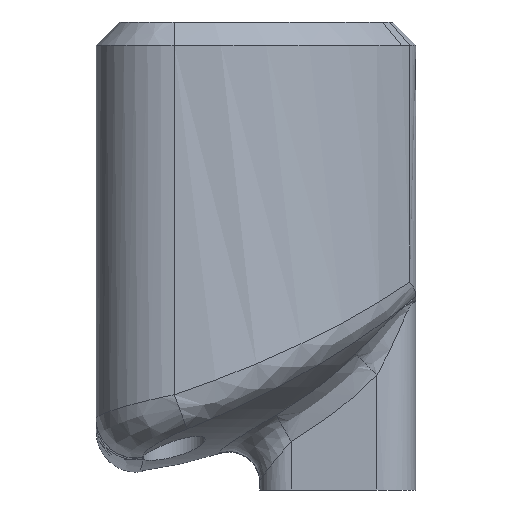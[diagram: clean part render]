
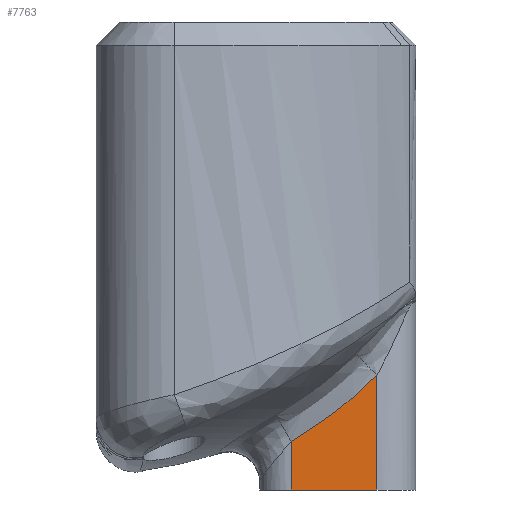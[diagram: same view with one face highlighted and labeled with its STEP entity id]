
A CAD part, front view. The second image highlights one B-rep face of the part: STEP entity #7763.
In plain terms, the highlighted planar face has unit normal (0, -1, 0).
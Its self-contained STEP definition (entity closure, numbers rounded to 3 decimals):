
#2965 = ( BOUNDED_SURFACE() B_SPLINE_SURFACE(2,13,(
    (#2966,#2967,#2968,#2969,#2970,#2971,#2972,#2973,#2974,#2975,#2976
      ,#2977,#2978,#2979)
    ,(#2980,#2981,#2982,#2983,#2984,#2985,#2986,#2987,#2988,#2989,#2990
      ,#2991,#2992,#2993)
    ,(#2994,#2995,#2996,#2997,#2998,#2999,#3000,#3001,#3002,#3003,#3004
      ,#3005,#3006,#3007
)),.UNSPECIFIED.,.F.,.F.,.F.) B_SPLINE_SURFACE_WITH_KNOTS((3,3),(14,14),
  (0.,18.333),(-3.13,15.203),
.PIECEWISE_BEZIER_KNOTS.) GEOMETRIC_REPRESENTATION_ITEM() 
RATIONAL_B_SPLINE_SURFACE((
    (1.,1.,1.,1.,1.,1.
      ,1.,1.,1.,1.
      ,1.,1.,1.,1.)
    ,(0.782,0.784,0.786,0.788
      ,0.79,0.791,0.793,0.794
      ,0.796,0.797,0.798,0.799
      ,0.8,0.801)
    ,(1.,1.,1.,1.,1.,1.
      ,1.,1.,1.,1.
,1.,1.,1.,1.))) REPRESENTATION_ITEM('') SURFACE() );
#2966 = CARTESIAN_POINT('',(39.814,-23.102,
    291.968));
#2967 = CARTESIAN_POINT('',(41.119,-23.077,
    292.526));
#2968 = CARTESIAN_POINT('',(42.421,-23.053,
    293.129));
#2969 = CARTESIAN_POINT('',(43.716,-23.03,
    293.778));
#2970 = CARTESIAN_POINT('',(45.001,-23.009,
    294.472));
#2971 = CARTESIAN_POINT('',(46.262,-22.989,
    295.207));
#2972 = CARTESIAN_POINT('',(47.507,-22.97,
    295.988));
#2973 = CARTESIAN_POINT('',(48.72,-22.952,
    296.806));
#2974 = CARTESIAN_POINT('',(49.904,-22.935,
    297.663));
#2975 = CARTESIAN_POINT('',(51.055,-22.92,
    298.556));
#2976 = CARTESIAN_POINT('',(52.169,-22.905,
    299.481));
#2977 = CARTESIAN_POINT('',(53.245,-22.892,
    300.438));
#2978 = CARTESIAN_POINT('',(54.283,-22.879,
    301.423));
#2979 = CARTESIAN_POINT('',(55.28,-22.867,
    302.435));
#2980 = CARTESIAN_POINT('',(40.088,-20.,291.307));
#2981 = CARTESIAN_POINT('',(41.414,-20.,291.858));
#2982 = CARTESIAN_POINT('',(42.739,-20.,292.456));
#2983 = CARTESIAN_POINT('',(44.058,-20.,
    293.101));
#2984 = CARTESIAN_POINT('',(45.367,-20.,293.794));
#2985 = CARTESIAN_POINT('',(46.657,-20.,
    294.532));
#2986 = CARTESIAN_POINT('',(47.925,-20.,295.313));
#2987 = CARTESIAN_POINT('',(49.168,-20.,
    296.14));
#2988 = CARTESIAN_POINT('',(50.376,-20.,297.003));
#2989 = CARTESIAN_POINT('',(51.555,-20.,
    297.906));
#2990 = CARTESIAN_POINT('',(52.695,-20.,298.842));
#2991 = CARTESIAN_POINT('',(53.797,-20.,
    299.811));
#2992 = CARTESIAN_POINT('',(54.859,-20.,300.811));
#2993 = CARTESIAN_POINT('',(55.88,-20.,301.838));
#2994 = CARTESIAN_POINT('',(41.307,-20.,288.367));
#2995 = CARTESIAN_POINT('',(42.712,-20.,288.974));
#2996 = CARTESIAN_POINT('',(44.115,-20.,289.628));
#2997 = CARTESIAN_POINT('',(45.511,-20.,290.332));
#2998 = CARTESIAN_POINT('',(46.892,-20.,
    291.083));
#2999 = CARTESIAN_POINT('',(48.265,-20.,291.888));
#3000 = CARTESIAN_POINT('',(49.588,-20.,
    292.724));
#3001 = CARTESIAN_POINT('',(50.92,-20.,293.625));
#3002 = CARTESIAN_POINT('',(52.183,-20.,
    294.546));
#3003 = CARTESIAN_POINT('',(53.435,-20.,295.52));
#3004 = CARTESIAN_POINT('',(54.636,-20.,
    296.523));
#3005 = CARTESIAN_POINT('',(55.8,-20.,297.562));
#3006 = CARTESIAN_POINT('',(56.922,-20.,298.631));
#3007 = CARTESIAN_POINT('',(58.,-20.,299.73));
#5832 = VERTEX_POINT('',#5833);
#5833 = CARTESIAN_POINT('',(47.,-20.,291.226));
#5873 = CYLINDRICAL_SURFACE('',#5874,4.);
#5874 = AXIS2_PLACEMENT_3D('',#5875,#5876,#5877);
#5875 = CARTESIAN_POINT('',(47.,-16.,292.694));
#5876 = DIRECTION('',(-0.,-0.,-1.));
#5877 = DIRECTION('',(0.,-1.,0.));
#6315 = EDGE_CURVE('',#5832,#6316,#6318,.T.);
#6316 = VERTEX_POINT('',#6317);
#6317 = CARTESIAN_POINT('',(58.,-20.,299.73));
#6318 = SURFACE_CURVE('',#6319,(#6334,#6341),.PCURVE_S1.);
#6319 = ( BOUNDED_CURVE() B_SPLINE_CURVE(13,(#6320,#6321,#6322,#6323,
    #6324,#6325,#6326,#6327,#6328,#6329,#6330,#6331,#6332,#6333),
.UNSPECIFIED.,.F.,.F.) B_SPLINE_CURVE_WITH_KNOTS((14,14),(
-3.13,15.203),.PIECEWISE_BEZIER_KNOTS.) CURVE() 
GEOMETRIC_REPRESENTATION_ITEM() RATIONAL_B_SPLINE_CURVE((1.,1.,
    1.,1.,1.,1.,
    1.,1.,1.,1.,
1.,1.,1.,1.)) REPRESENTATION_ITEM('') );
#6320 = CARTESIAN_POINT('',(41.307,-20.,288.367));
#6321 = CARTESIAN_POINT('',(42.712,-20.,288.974));
#6322 = CARTESIAN_POINT('',(44.115,-20.,289.628));
#6323 = CARTESIAN_POINT('',(45.511,-20.,290.332));
#6324 = CARTESIAN_POINT('',(46.892,-20.,
    291.083));
#6325 = CARTESIAN_POINT('',(48.265,-20.,291.888));
#6326 = CARTESIAN_POINT('',(49.588,-20.,
    292.724));
#6327 = CARTESIAN_POINT('',(50.92,-20.,293.625));
#6328 = CARTESIAN_POINT('',(52.183,-20.,
    294.546));
#6329 = CARTESIAN_POINT('',(53.435,-20.,295.52));
#6330 = CARTESIAN_POINT('',(54.636,-20.,
    296.523));
#6331 = CARTESIAN_POINT('',(55.8,-20.,297.562));
#6332 = CARTESIAN_POINT('',(56.922,-20.,298.631));
#6333 = CARTESIAN_POINT('',(58.,-20.,299.73));
#6334 = PCURVE('',#2965,#6335);
#6335 = DEFINITIONAL_REPRESENTATION('',(#6336),#6340);
#6336 = LINE('',#6337,#6338);
#6337 = CARTESIAN_POINT('',(18.333,0.));
#6338 = VECTOR('',#6339,1.);
#6339 = DIRECTION('',(0.,1.));
#6340 = ( GEOMETRIC_REPRESENTATION_CONTEXT(2) 
PARAMETRIC_REPRESENTATION_CONTEXT() REPRESENTATION_CONTEXT('2D SPACE',''
  ) );
#6341 = PCURVE('',#6342,#6347);
#6342 = PLANE('',#6343);
#6343 = AXIS2_PLACEMENT_3D('',#6344,#6345,#6346);
#6344 = CARTESIAN_POINT('',(43.,-20.,345.));
#6345 = DIRECTION('',(0.,-1.,0.));
#6346 = DIRECTION('',(1.,0.,0.));
#6347 = DEFINITIONAL_REPRESENTATION('',(#6348),#6363);
#6348 = B_SPLINE_CURVE_WITH_KNOTS('',13,(#6349,#6350,#6351,#6352,#6353,
    #6354,#6355,#6356,#6357,#6358,#6359,#6360,#6361,#6362),
  .UNSPECIFIED.,.F.,.F.,(14,14),(-3.13,15.203),
  .PIECEWISE_BEZIER_KNOTS.);
#6349 = CARTESIAN_POINT('',(-1.693,-56.633));
#6350 = CARTESIAN_POINT('',(-0.288,-56.026));
#6351 = CARTESIAN_POINT('',(1.115,-55.372));
#6352 = CARTESIAN_POINT('',(2.511,-54.668));
#6353 = CARTESIAN_POINT('',(3.892,-53.917));
#6354 = CARTESIAN_POINT('',(5.265,-53.112));
#6355 = CARTESIAN_POINT('',(6.588,-52.276));
#6356 = CARTESIAN_POINT('',(7.92,-51.375));
#6357 = CARTESIAN_POINT('',(9.183,-50.454));
#6358 = CARTESIAN_POINT('',(10.435,-49.48));
#6359 = CARTESIAN_POINT('',(11.636,-48.477));
#6360 = CARTESIAN_POINT('',(12.8,-47.438));
#6361 = CARTESIAN_POINT('',(13.922,-46.369));
#6362 = CARTESIAN_POINT('',(15.,-45.27));
#6363 = ( GEOMETRIC_REPRESENTATION_CONTEXT(2) 
PARAMETRIC_REPRESENTATION_CONTEXT() REPRESENTATION_CONTEXT('2D SPACE',''
  ) );
#6702 = CYLINDRICAL_SURFACE('',#6703,5.);
#6703 = AXIS2_PLACEMENT_3D('',#6704,#6705,#6706);
#6704 = CARTESIAN_POINT('',(58.,-15.,345.));
#6705 = DIRECTION('',(0.,0.,1.));
#6706 = DIRECTION('',(1.,0.,0.));
#6926 = EDGE_CURVE('',#6316,#6927,#6929,.T.);
#6927 = VERTEX_POINT('',#6928);
#6928 = CARTESIAN_POINT('',(58.,-20.,285.));
#6929 = SURFACE_CURVE('',#6930,(#6934,#6941),.PCURVE_S1.);
#6930 = LINE('',#6931,#6932);
#6931 = CARTESIAN_POINT('',(58.,-20.,345.));
#6932 = VECTOR('',#6933,1.);
#6933 = DIRECTION('',(-0.,-0.,-1.));
#6934 = PCURVE('',#6702,#6935);
#6935 = DEFINITIONAL_REPRESENTATION('',(#6936),#6940);
#6936 = LINE('',#6937,#6938);
#6937 = CARTESIAN_POINT('',(4.712,0.));
#6938 = VECTOR('',#6939,1.);
#6939 = DIRECTION('',(0.,-1.));
#6940 = ( GEOMETRIC_REPRESENTATION_CONTEXT(2) 
PARAMETRIC_REPRESENTATION_CONTEXT() REPRESENTATION_CONTEXT('2D SPACE',''
  ) );
#6941 = PCURVE('',#6342,#6942);
#6942 = DEFINITIONAL_REPRESENTATION('',(#6943),#6947);
#6943 = LINE('',#6944,#6945);
#6944 = CARTESIAN_POINT('',(15.,0.));
#6945 = VECTOR('',#6946,1.);
#6946 = DIRECTION('',(0.,-1.));
#6947 = ( GEOMETRIC_REPRESENTATION_CONTEXT(2) 
PARAMETRIC_REPRESENTATION_CONTEXT() REPRESENTATION_CONTEXT('2D SPACE',''
  ) );
#6966 = PLANE('',#6967);
#6967 = AXIS2_PLACEMENT_3D('',#6968,#6969,#6970);
#6968 = CARTESIAN_POINT('',(43.,15.,285.));
#6969 = DIRECTION('',(0.,0.,1.));
#6970 = DIRECTION('',(1.,0.,0.));
#7706 = EDGE_CURVE('',#5832,#7707,#7709,.T.);
#7707 = VERTEX_POINT('',#7708);
#7708 = CARTESIAN_POINT('',(47.,-20.,285.));
#7709 = SURFACE_CURVE('',#7710,(#7714,#7721),.PCURVE_S1.);
#7710 = LINE('',#7711,#7712);
#7711 = CARTESIAN_POINT('',(47.,-20.,292.694));
#7712 = VECTOR('',#7713,1.);
#7713 = DIRECTION('',(-0.,-0.,-1.));
#7714 = PCURVE('',#5873,#7715);
#7715 = DEFINITIONAL_REPRESENTATION('',(#7716),#7720);
#7716 = LINE('',#7717,#7718);
#7717 = CARTESIAN_POINT('',(0.,0.));
#7718 = VECTOR('',#7719,1.);
#7719 = DIRECTION('',(0.,1.));
#7720 = ( GEOMETRIC_REPRESENTATION_CONTEXT(2) 
PARAMETRIC_REPRESENTATION_CONTEXT() REPRESENTATION_CONTEXT('2D SPACE',''
  ) );
#7721 = PCURVE('',#6342,#7722);
#7722 = DEFINITIONAL_REPRESENTATION('',(#7723),#7727);
#7723 = LINE('',#7724,#7725);
#7724 = CARTESIAN_POINT('',(4.,-52.306));
#7725 = VECTOR('',#7726,1.);
#7726 = DIRECTION('',(-0.,-1.));
#7727 = ( GEOMETRIC_REPRESENTATION_CONTEXT(2) 
PARAMETRIC_REPRESENTATION_CONTEXT() REPRESENTATION_CONTEXT('2D SPACE',''
  ) );
#7763 = ADVANCED_FACE('',(#7764),#6342,.T.);
#7764 = FACE_BOUND('',#7765,.T.);
#7765 = EDGE_LOOP('',(#7766,#7767,#7768,#7769));
#7766 = ORIENTED_EDGE('',*,*,#6926,.F.);
#7767 = ORIENTED_EDGE('',*,*,#6315,.F.);
#7768 = ORIENTED_EDGE('',*,*,#7706,.T.);
#7769 = ORIENTED_EDGE('',*,*,#7770,.T.);
#7770 = EDGE_CURVE('',#7707,#6927,#7771,.T.);
#7771 = SURFACE_CURVE('',#7772,(#7776,#7783),.PCURVE_S1.);
#7772 = LINE('',#7773,#7774);
#7773 = CARTESIAN_POINT('',(43.,-20.,285.));
#7774 = VECTOR('',#7775,1.);
#7775 = DIRECTION('',(1.,0.,0.));
#7776 = PCURVE('',#6342,#7777);
#7777 = DEFINITIONAL_REPRESENTATION('',(#7778),#7782);
#7778 = LINE('',#7779,#7780);
#7779 = CARTESIAN_POINT('',(0.,-60.));
#7780 = VECTOR('',#7781,1.);
#7781 = DIRECTION('',(1.,0.));
#7782 = ( GEOMETRIC_REPRESENTATION_CONTEXT(2) 
PARAMETRIC_REPRESENTATION_CONTEXT() REPRESENTATION_CONTEXT('2D SPACE',''
  ) );
#7783 = PCURVE('',#6966,#7784);
#7784 = DEFINITIONAL_REPRESENTATION('',(#7785),#7789);
#7785 = LINE('',#7786,#7787);
#7786 = CARTESIAN_POINT('',(0.,-35.));
#7787 = VECTOR('',#7788,1.);
#7788 = DIRECTION('',(1.,0.));
#7789 = ( GEOMETRIC_REPRESENTATION_CONTEXT(2) 
PARAMETRIC_REPRESENTATION_CONTEXT() REPRESENTATION_CONTEXT('2D SPACE',''
  ) );
